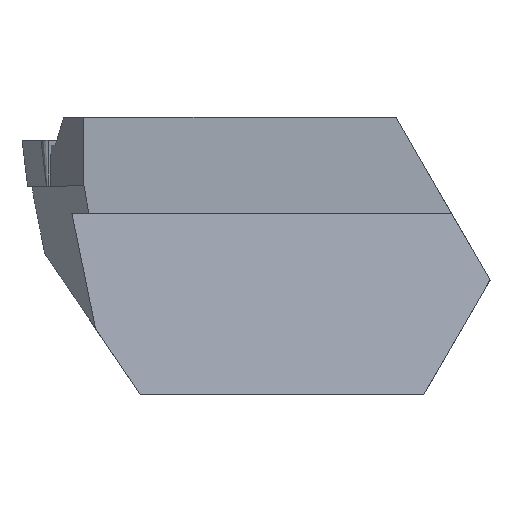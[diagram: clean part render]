
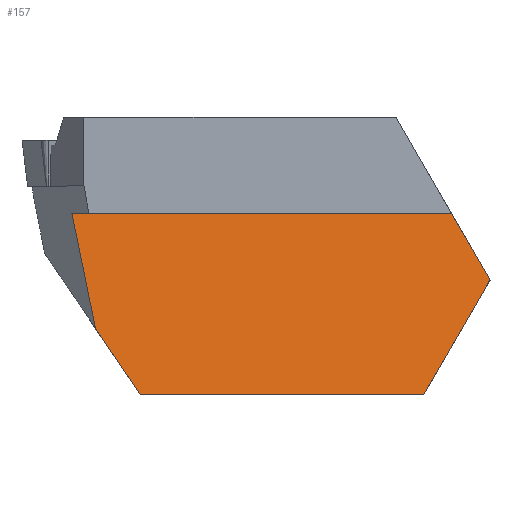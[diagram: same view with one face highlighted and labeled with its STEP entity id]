
A CAD part, top view. The second image highlights one B-rep face of the part: STEP entity #157.
In plain terms, the highlighted planar face has unit normal (0, 0.139, 0.99).
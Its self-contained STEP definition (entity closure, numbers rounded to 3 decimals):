
#157=ADVANCED_FACE('',(#225),#197,.T.);
#197=PLANE('',#865);
#225=FACE_OUTER_BOUND('',#255,.T.);
#255=EDGE_LOOP('',(#476,#477,#478,#479,#480,#481));
#311=LINE('',#1172,#382);
#318=LINE('',#1188,#389);
#323=LINE('',#1200,#394);
#324=LINE('',#1202,#395);
#325=LINE('',#1204,#396);
#326=LINE('',#1206,#397);
#382=VECTOR('',#948,1.);
#389=VECTOR('',#961,1.);
#394=VECTOR('',#972,1.);
#395=VECTOR('',#973,1.);
#396=VECTOR('',#974,1.);
#397=VECTOR('',#975,1.);
#476=ORIENTED_EDGE('',*,*,#717,.F.);
#477=ORIENTED_EDGE('',*,*,#723,.T.);
#478=ORIENTED_EDGE('',*,*,#724,.T.);
#479=ORIENTED_EDGE('',*,*,#725,.T.);
#480=ORIENTED_EDGE('',*,*,#726,.T.);
#481=ORIENTED_EDGE('',*,*,#709,.T.);
#642=VERTEX_POINT('',#1171);
#643=VERTEX_POINT('',#1173);
#648=VERTEX_POINT('',#1187);
#653=VERTEX_POINT('',#1201);
#654=VERTEX_POINT('',#1203);
#655=VERTEX_POINT('',#1205);
#709=EDGE_CURVE('',#643,#642,#311,.T.);
#717=EDGE_CURVE('',#648,#642,#318,.T.);
#723=EDGE_CURVE('',#648,#653,#323,.T.);
#724=EDGE_CURVE('',#653,#654,#324,.T.);
#725=EDGE_CURVE('',#654,#655,#325,.T.);
#726=EDGE_CURVE('',#655,#643,#326,.T.);
#865=AXIS2_PLACEMENT_3D('',#1207,#976,#977);
#948=DIRECTION('',(0.198,-0.971,0.136));
#961=DIRECTION('',(-0.555,0.823,-0.116));
#972=DIRECTION('',(1.,0.,0.));
#973=DIRECTION('',(0.496,0.86,-0.121));
#974=DIRECTION('',(-0.496,0.86,-0.121));
#975=DIRECTION('',(-1.,0.,0.));
#976=DIRECTION('',(0.,0.139,0.99));
#977=DIRECTION('',(0.,-0.99,0.139));
#1171=CARTESIAN_POINT('',(-39.637,-17.951,1.68));
#1172=CARTESIAN_POINT('',(-42.305,-4.862,-0.16));
#1173=CARTESIAN_POINT('',(-42.073,-6.,0.));
#1187=CARTESIAN_POINT('',(-34.95,-24.9,2.656));
#1188=CARTESIAN_POINT('',(-47.791,-5.862,-0.019));
#1200=CARTESIAN_POINT('',(-48.,-24.9,2.656));
#1201=CARTESIAN_POINT('',(-5.424,-24.9,2.656));
#1202=CARTESIAN_POINT('',(-3.915,-22.287,2.289));
#1203=CARTESIAN_POINT('',(1.476,-12.949,0.977));
#1204=CARTESIAN_POINT('',(-13.736,13.399,-2.726));
#1205=CARTESIAN_POINT('',(-2.536,-6.,0.));
#1206=CARTESIAN_POINT('',(-48.,-6.,0.));
#1207=CARTESIAN_POINT('',(-48.,-6.,0.));
